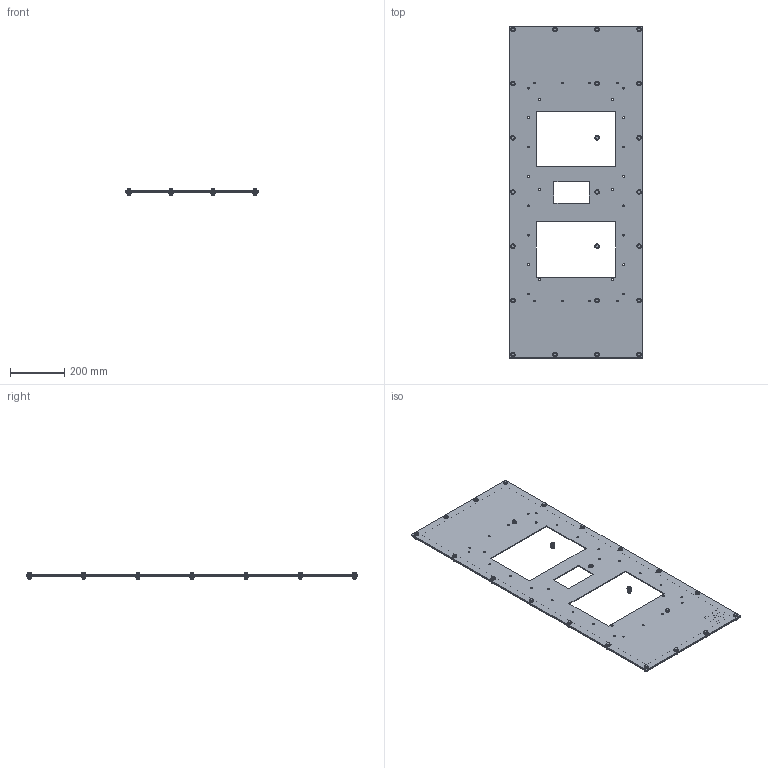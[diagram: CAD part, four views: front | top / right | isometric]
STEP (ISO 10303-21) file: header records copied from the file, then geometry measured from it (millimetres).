
FILE_DESCRIPTION(/* description */ ('48" X 19-1/4" COVER PLATE'),/* implementation_level */ '2;1');
FILE_NAME(/* name */ 'D48CVPKNHX32.stp',/* time_stamp */ '2017-10-11T15:29:44+06:00',/* author */ ('vdas'),/* organization */ (''),/* preprocessor_version */ 'ST-DEVELOPER v16.1',/* originating_system */ 'Autodesk Inventor 2016',/* authorisation */ '');
FILE_SCHEMA (('AUTOMOTIVE_DESIGN { 1 0 10303 214 3 1 1 }'));
Length unit declared in the file: inch
Products named in the file (9): D48CVPKNHX32; D4819CVPGSKT; 30221; 3905; 3907; 34929; 10 GA TO 14 GA w 0.125 Comp; 34466; D48CVPKNHX32_1
Assembly tree (30 placements, depth 3):
  D48CVPKNHX32_1
    D48CVPKNHX32
    D4819CVPGSKT
    10 GA TO 14 GA w 0.125 Comp  x23
      30221
      3905
      3907
      34929
    34466
Bounding box: 488.95 x 1219.2 x 24.22 mm (x, y, z)
Volume: 1796908.1 mm3; surface area: 1200001.8 mm2
Topology: 95 solids, 95 shells, 1349 faces, 2910 edges, 1802 vertices
Faces by surface type: plane 700, cylinder 304, cone 253, bspline 46, torus 46
Full cylindrical faces by diameter (mm): 4.978 x23, 5.556 x18, 5.969 x23, 6.35 x47, 6.985 x23, 7.144 x18, 7.366 x23, 7.938 x6, 11.049 x23, 11.125 x23, 15.24 x23, 15.875 x23, 16.51 x23, 44.45 x1, 44.958 x1
Entity records: 6021 total; most frequent: CARTESIAN_POINT 1011, DIRECTION 985, ORIENTED_EDGE 762, EDGE_LOOP 421, AXIS2_PLACEMENT_3D 410, EDGE_CURVE 381, VERTEX_POINT 304, FACE_BOUND 238
